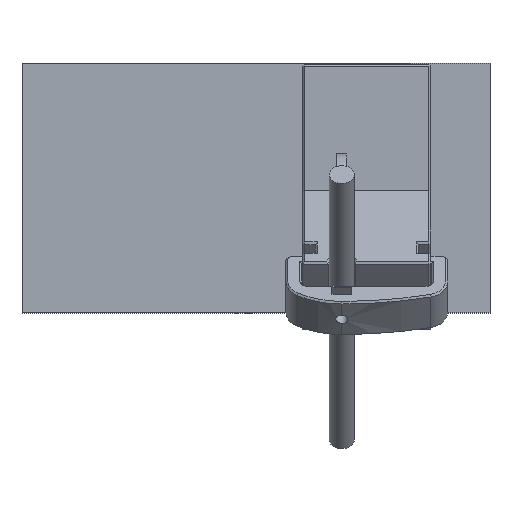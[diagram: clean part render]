
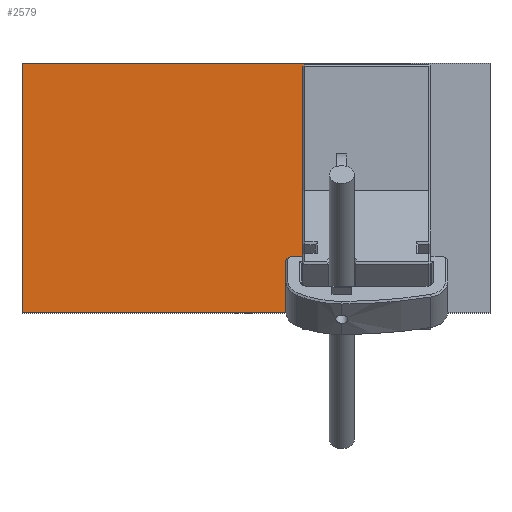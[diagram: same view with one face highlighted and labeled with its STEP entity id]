
A CAD part, top view. The second image highlights one B-rep face of the part: STEP entity #2579.
In plain terms, the highlighted planar face has unit normal (0, 0, 1).
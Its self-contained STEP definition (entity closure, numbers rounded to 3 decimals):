
#133=FACE_OUTER_BOUND('',#295,.T.);
#295=EDGE_LOOP('',(#1710,#1711,#1712,#1713));
#461=LINE('',#3764,#786);
#468=LINE('',#3778,#793);
#469=LINE('',#3780,#794);
#470=LINE('',#3781,#795);
#786=VECTOR('',#3011,10.);
#793=VECTOR('',#3020,10.);
#794=VECTOR('',#3021,10.);
#795=VECTOR('',#3022,10.);
#1111=VERTEX_POINT('',#3761);
#1112=VERTEX_POINT('',#3763);
#1118=VERTEX_POINT('',#3777);
#1119=VERTEX_POINT('',#3779);
#1331=EDGE_CURVE('',#1111,#1112,#461,.T.);
#1338=EDGE_CURVE('',#1118,#1111,#468,.T.);
#1339=EDGE_CURVE('',#1119,#1118,#469,.T.);
#1340=EDGE_CURVE('',#1112,#1119,#470,.T.);
#1710=ORIENTED_EDGE('',*,*,#1338,.F.);
#1711=ORIENTED_EDGE('',*,*,#1339,.F.);
#1712=ORIENTED_EDGE('',*,*,#1340,.F.);
#1713=ORIENTED_EDGE('',*,*,#1331,.F.);
#2447=PLANE('',#2793);
#2579=ADVANCED_FACE('',(#133),#2447,.T.);
#2793=AXIS2_PLACEMENT_3D('',#3776,#3018,#3019);
#3011=DIRECTION('',(-1.,0.,0.));
#3018=DIRECTION('center_axis',(0.,0.,1.));
#3019=DIRECTION('ref_axis',(1.,0.,0.));
#3020=DIRECTION('',(0.,-1.,0.));
#3021=DIRECTION('',(1.,0.,0.));
#3022=DIRECTION('',(0.,1.,0.));
#3761=CARTESIAN_POINT('',(45.,-40.,0.));
#3763=CARTESIAN_POINT('',(-75.,-40.,0.));
#3764=CARTESIAN_POINT('',(75.,-40.,0.));
#3776=CARTESIAN_POINT('Origin',(-75.,0.,0.));
#3777=CARTESIAN_POINT('',(45.,40.,0.));
#3778=CARTESIAN_POINT('',(45.,0.,0.));
#3779=CARTESIAN_POINT('',(-75.,40.,0.));
#3780=CARTESIAN_POINT('',(75.,40.,0.));
#3781=CARTESIAN_POINT('',(-75.,0.,0.));
